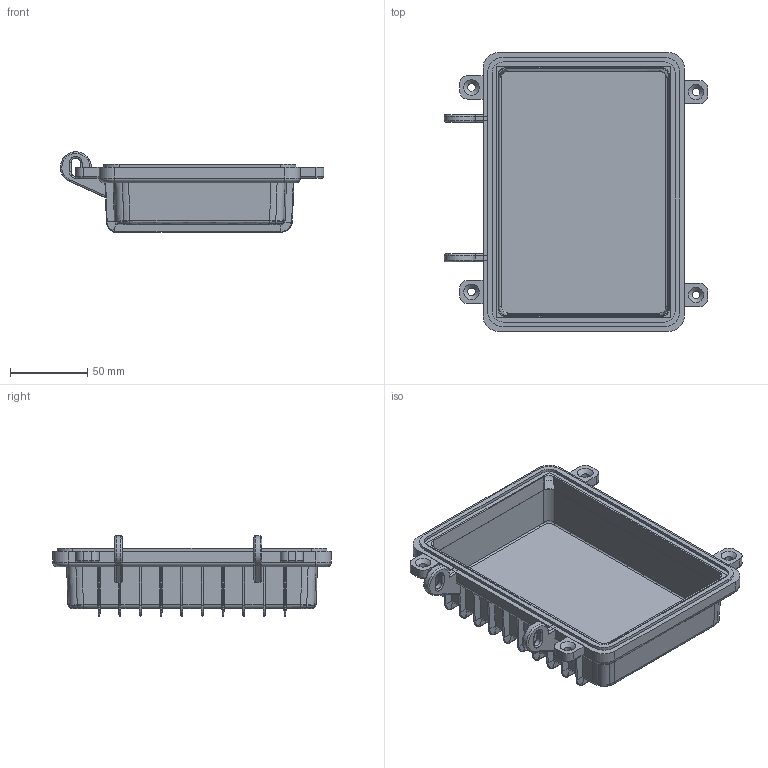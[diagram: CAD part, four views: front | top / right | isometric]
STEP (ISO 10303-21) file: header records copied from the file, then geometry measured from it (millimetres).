
FILE_DESCRIPTION(('FreeCAD Model'),'2;1');
FILE_NAME('Open CASCADE Shape Model','2023-10-08T20:37:01',(''),(''), 'Open CASCADE STEP processor 7.6','FreeCAD','Unknown');
FILE_SCHEMA(('AUTOMOTIVE_DESIGN { 1 0 10303 214 1 1 1 1 }'));
Length unit declared in the file: millimetre
Products named in the file (9): Body; Part; Body001; Body002; Body003; Body004; hinge1; hinge002; Body006
Assembly tree (2 placements, depth 2):
  Body
  Part
    Body001
  Body002
  Body003
  Body004
Bounding box: 169.99 x 180 x 51.87 mm (x, y, z)
Volume: 9866.4 mm3; surface area: 106947.2 mm2
Topology: 6 solids, 8 shells, 465 faces, 1238 edges, 732 vertices
Faces by surface type: plane 141, revolution 120, cylinder 84, bspline 62, extrusion 30, torus 24, cone 4
Full cylindrical faces by diameter (mm): 5 x4
Entity records: 48937 total; most frequent: CARTESIAN_POINT 23945, DIRECTION 3633, ORIENTED_EDGE 2368, PCURVE 2360, DEFINITIONAL_REPRESENTATION 2360, VECTOR 2140, LINE 2110, EDGE_CURVE 1202
